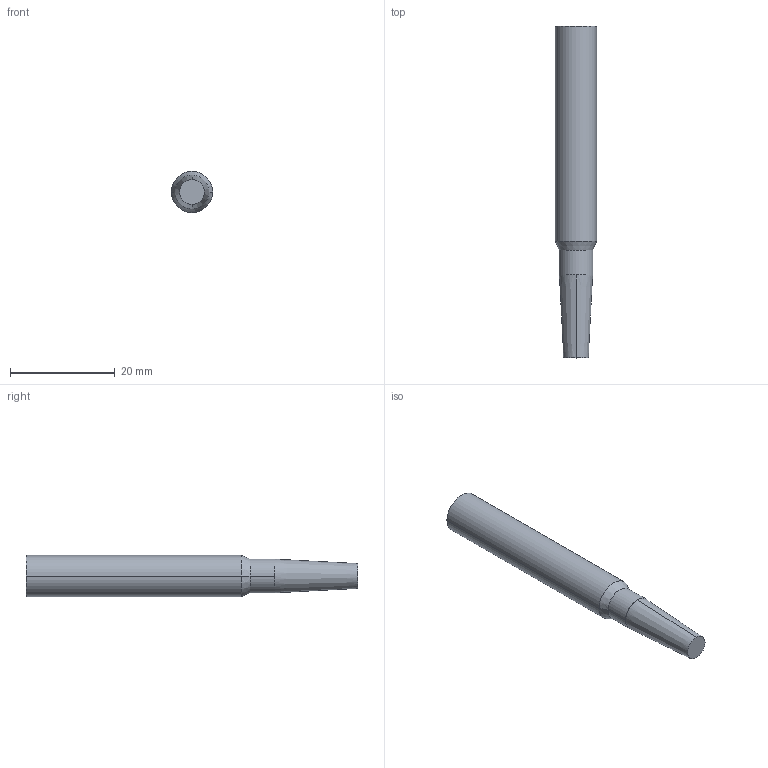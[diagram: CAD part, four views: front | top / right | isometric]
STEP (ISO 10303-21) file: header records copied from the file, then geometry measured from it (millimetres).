
FILE_DESCRIPTION (( 'STEP AP214' ), '1' );
FILE_NAME ('84916.STEP', '2023-07-06T15:07:25', ( '' ), ( '' ), 'SwSTEP 2.0', 'SolidWorks 2023', '' );
FILE_SCHEMA (( 'AUTOMOTIVE_DESIGN' ));
Length unit declared in the file: inch
Products named in the file (1): 84916
Bounding box: 7.94 x 63.5 x 7.94 mm (x, y, z)
Volume: 2656.3 mm3; surface area: 1576.8 mm2
Topology: 2 solids, 2 shells, 14 faces, 24 edges, 14 vertices
Faces by surface type: cone 6, plane 4, cylinder 4
Entity records: 424 total; most frequent: DIRECTION 68, CARTESIAN_POINT 53, ORIENTED_EDGE 48, AXIS2_PLACEMENT_3D 29, EDGE_CURVE 24, ADVANCED_FACE 14, EDGE_LOOP 14, CIRCLE 14
